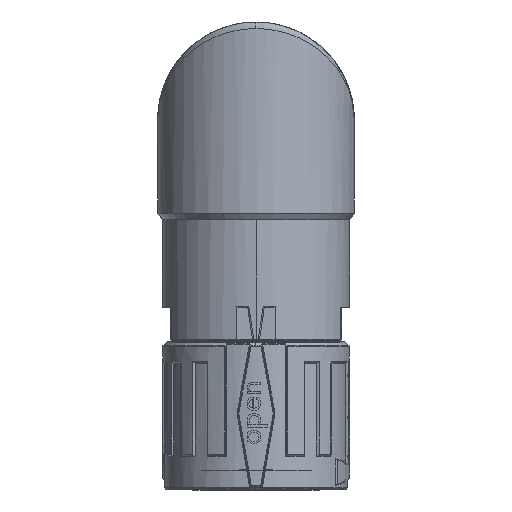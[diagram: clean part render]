
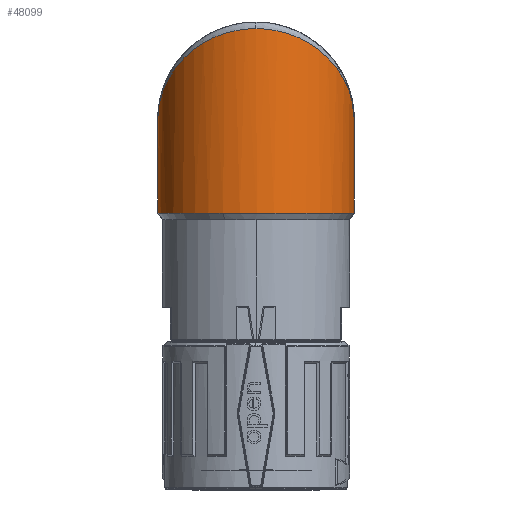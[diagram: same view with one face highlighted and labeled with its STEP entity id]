
A CAD part, left-side view. The second image highlights one B-rep face of the part: STEP entity #48099.
In plain terms, the highlighted cylindrical face has radius 14.85 mm (diameter 29.7 mm), a partial arc.
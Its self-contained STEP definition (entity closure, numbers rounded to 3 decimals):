
#6404=CARTESIAN_POINT('',(0.,0.,
-30.8));
#6405=DIRECTION('',(0.,0.,-1.));
#6406=DIRECTION('',(-0.334,0.943,0.));
#6407=AXIS2_PLACEMENT_3D('',#6404,#6405,#6406);
#6409=CARTESIAN_POINT('',(4.954,-13.999,
-30.8));
#6453=CARTESIAN_POINT('',(-4.954,-13.999,
-30.801));
#6455=CARTESIAN_POINT('',(0.,0.,
-30.8));
#6456=DIRECTION('',(0.,0.,-1.));
#6457=DIRECTION('',(-0.334,-0.943,0.));
#6458=AXIS2_PLACEMENT_3D('',#6455,#6456,#6457);
#6496=CARTESIAN_POINT('',(-4.954,-13.999,
-30.801));
#6497=CARTESIAN_POINT('',(-5.309,-13.874,
-30.926));
#6498=CARTESIAN_POINT('',(-6.021,-13.591,
-31.209));
#6499=CARTESIAN_POINT('',(-7.083,-13.07,
-31.73));
#6500=CARTESIAN_POINT('',(-8.133,-12.445,
-32.355));
#6501=CARTESIAN_POINT('',(-9.166,-11.708,
-33.092));
#6502=CARTESIAN_POINT('',(-10.167,-10.852,
-33.948));
#6503=CARTESIAN_POINT('',(-11.122,-9.873,
-34.927));
#6504=CARTESIAN_POINT('',(-12.015,-8.768,
-36.032));
#6505=CARTESIAN_POINT('',(-12.822,-7.541,
-37.259));
#6506=CARTESIAN_POINT('',(-13.525,-6.195,
-38.605));
#6507=CARTESIAN_POINT('',(-14.1,-4.746,
-40.054));
#6508=CARTESIAN_POINT('',(-14.528,-3.212,
-41.588));
#6509=CARTESIAN_POINT('',(-14.791,-1.621,
-43.179));
#6510=CARTESIAN_POINT('',(-14.85,-0.543,-44.257));
#6511=CARTESIAN_POINT('',(-14.85,0.,-44.8));
#6513=CARTESIAN_POINT('',(0.,14.85,
-58.65));
#6514=CARTESIAN_POINT('',(0.349,14.85,
-58.65));
#6515=CARTESIAN_POINT('',(1.05,14.825,-58.627));
#6516=CARTESIAN_POINT('',(2.109,14.713,-58.522));
#6517=CARTESIAN_POINT('',(3.172,14.521,-58.343));
#6518=CARTESIAN_POINT('',(4.236,14.247,-58.088));
#6519=CARTESIAN_POINT('',(5.298,13.888,-57.753));
#6520=CARTESIAN_POINT('',(6.354,13.439,-57.334));
#6521=CARTESIAN_POINT('',(7.402,12.892,-56.824));
#6522=CARTESIAN_POINT('',(8.433,12.244,-56.219));
#6523=CARTESIAN_POINT('',(9.44,11.488,-55.514));
#6524=CARTESIAN_POINT('',(10.409,10.619,-54.704));
#6525=CARTESIAN_POINT('',(11.328,9.635,-53.786));
#6526=CARTESIAN_POINT('',(12.18,8.534,-52.759));
#6527=CARTESIAN_POINT('',(12.948,7.32,-51.627));
#6528=CARTESIAN_POINT('',(13.611,6.,-50.396));
#6529=CARTESIAN_POINT('',(14.151,4.588,-49.079));
#6530=CARTESIAN_POINT('',(14.55,3.102,-47.693));
#6531=CARTESIAN_POINT('',(14.795,1.565,-46.26));
#6532=CARTESIAN_POINT('',(14.85,0.524,
-45.289));
#6533=CARTESIAN_POINT('',(14.85,0.,-44.8));
#6535=CARTESIAN_POINT('',(0.,14.85,
-58.65));
#6536=CARTESIAN_POINT('',(-0.349,14.85,
-58.65));
#6537=CARTESIAN_POINT('',(-1.051,14.825,
-58.627));
#6538=CARTESIAN_POINT('',(-2.111,14.712,
-58.522));
#6539=CARTESIAN_POINT('',(-3.175,14.52,
-58.342));
#6540=CARTESIAN_POINT('',(-4.24,14.246,
-58.087));
#6541=CARTESIAN_POINT('',(-5.301,13.887,
-57.752));
#6542=CARTESIAN_POINT('',(-6.357,13.437,
-57.332));
#6543=CARTESIAN_POINT('',(-7.405,12.891,
-56.823));
#6544=CARTESIAN_POINT('',(-8.436,12.242,
-56.217));
#6545=CARTESIAN_POINT('',(-9.443,11.485,
-55.511));
#6546=CARTESIAN_POINT('',(-10.413,10.615,
-54.7));
#6547=CARTESIAN_POINT('',(-11.332,9.63,
-53.782));
#6548=CARTESIAN_POINT('',(-12.183,8.53,
-52.755));
#6549=CARTESIAN_POINT('',(-12.95,7.317,
-51.624));
#6550=CARTESIAN_POINT('',(-13.612,5.998,
-50.394));
#6551=CARTESIAN_POINT('',(-14.151,4.587,
-49.078));
#6552=CARTESIAN_POINT('',(-14.55,3.102,
-47.693));
#6553=CARTESIAN_POINT('',(-14.795,1.565,
-46.259));
#6554=CARTESIAN_POINT('',(-14.85,0.524,
-45.289));
#6555=CARTESIAN_POINT('',(-14.85,0.,-44.8));
#6569=CARTESIAN_POINT('',(4.954,-13.999,
-30.8));
#6570=CARTESIAN_POINT('',(5.309,-13.874,
-30.926));
#6571=CARTESIAN_POINT('',(6.021,-13.591,
-31.209));
#6572=CARTESIAN_POINT('',(7.083,-13.07,
-31.729));
#6573=CARTESIAN_POINT('',(8.133,-12.445,
-32.355));
#6574=CARTESIAN_POINT('',(9.166,-11.708,
-33.092));
#6575=CARTESIAN_POINT('',(10.167,-10.852,
-33.948));
#6576=CARTESIAN_POINT('',(11.122,-9.873,
-34.927));
#6577=CARTESIAN_POINT('',(12.015,-8.767,
-36.033));
#6578=CARTESIAN_POINT('',(12.822,-7.541,
-37.259));
#6579=CARTESIAN_POINT('',(13.525,-6.195,
-38.605));
#6580=CARTESIAN_POINT('',(14.1,-4.746,
-40.054));
#6581=CARTESIAN_POINT('',(14.528,-3.212,
-41.588));
#6582=CARTESIAN_POINT('',(14.791,-1.621,
-43.179));
#6583=CARTESIAN_POINT('',(14.85,-0.543,-44.257));
#6584=CARTESIAN_POINT('',(14.85,0.,-44.8));
#37620=CARTESIAN_POINT('',(-4.954,13.999,
-30.8));
#37621=VERTEX_POINT('',#37620);
#37622=VERTEX_POINT('',#6409);
#37644=VERTEX_POINT('',#6453);
#37645=VERTEX_POINT('',#6511);
#37660=VERTEX_POINT('',#6535);
#37661=VERTEX_POINT('',#6533);
#48083=CARTESIAN_POINT('',(0.,0.,-29.05));
#48084=DIRECTION('',(0.,0.,-1.));
#48085=DIRECTION('',(0.,-1.,0.));
#48086=AXIS2_PLACEMENT_3D('',#48083,#48084,#48085);
#48087=CYLINDRICAL_SURFACE('',#48086,14.85);
#48088=ORIENTED_EDGE('',*,*,#47992,.F.);
#48089=ORIENTED_EDGE('',*,*,#48048,.F.);
#48090=ORIENTED_EDGE('',*,*,#48059,.T.);
#48092=ORIENTED_EDGE('',*,*,#48091,.F.);
#48094=ORIENTED_EDGE('',*,*,#48093,.T.);
#48096=ORIENTED_EDGE('',*,*,#48095,.F.);
#48097=EDGE_LOOP('',(#48088,#48089,#48090,#48092,#48094,#48096));
#48098=FACE_OUTER_BOUND('',#48097,.F.);
#48099=ADVANCED_FACE('',(#48098),#48087,.T.);
#6408=CIRCLE('',#6407,14.85);
#6459=CIRCLE('',#6458,14.85);
#6512=B_SPLINE_CURVE_WITH_KNOTS('',3,(#6496,#6497,#6498,#6499,#6500,#6501,#6502,
#6503,#6504,#6505,#6506,#6507,#6508,#6509,#6510,#6511),.UNSPECIFIED.,.F.,.F.,(4,
1,1,1,1,1,1,1,1,1,1,1,1,4),(0.,0.077,0.154,
0.231,0.308,0.385,0.462,
0.538,0.615,0.692,0.769,
0.846,0.923,1.),.UNSPECIFIED.);
#6534=B_SPLINE_CURVE_WITH_KNOTS('',3,(#6513,#6514,#6515,#6516,#6517,#6518,#6519,
#6520,#6521,#6522,#6523,#6524,#6525,#6526,#6527,#6528,#6529,#6530,#6531,#6532,
#6533),.UNSPECIFIED.,.F.,.F.,(4,1,1,1,1,1,1,1,1,1,1,1,1,1,1,1,1,1,4),(0.,
0.056,0.111,0.167,0.222,
0.278,0.333,0.389,0.444,0.5,
0.556,0.611,0.667,0.722,
0.778,0.833,0.889,0.944,1.),
.UNSPECIFIED.);
#6556=B_SPLINE_CURVE_WITH_KNOTS('',3,(#6535,#6536,#6537,#6538,#6539,#6540,#6541,
#6542,#6543,#6544,#6545,#6546,#6547,#6548,#6549,#6550,#6551,#6552,#6553,#6554,
#6555),.UNSPECIFIED.,.F.,.F.,(4,1,1,1,1,1,1,1,1,1,1,1,1,1,1,1,1,1,4),(0.,
0.056,0.111,0.167,0.222,
0.278,0.333,0.389,0.444,0.5,
0.556,0.611,0.667,0.722,
0.778,0.833,0.889,0.944,1.),
.UNSPECIFIED.);
#6585=B_SPLINE_CURVE_WITH_KNOTS('',3,(#6569,#6570,#6571,#6572,#6573,#6574,#6575,
#6576,#6577,#6578,#6579,#6580,#6581,#6582,#6583,#6584),.UNSPECIFIED.,.F.,.F.,(4,
1,1,1,1,1,1,1,1,1,1,1,1,4),(0.,0.077,0.154,
0.231,0.308,0.385,0.462,
0.538,0.615,0.692,0.769,
0.846,0.923,1.),.UNSPECIFIED.);
#47992=EDGE_CURVE('',#37621,#37622,#6408,.T.);
#48048=EDGE_CURVE('',#37644,#37621,#6459,.T.);
#48059=EDGE_CURVE('',#37644,#37645,#6512,.T.);
#48091=EDGE_CURVE('',#37660,#37645,#6556,.T.);
#48093=EDGE_CURVE('',#37660,#37661,#6534,.T.);
#48095=EDGE_CURVE('',#37622,#37661,#6585,.T.);
